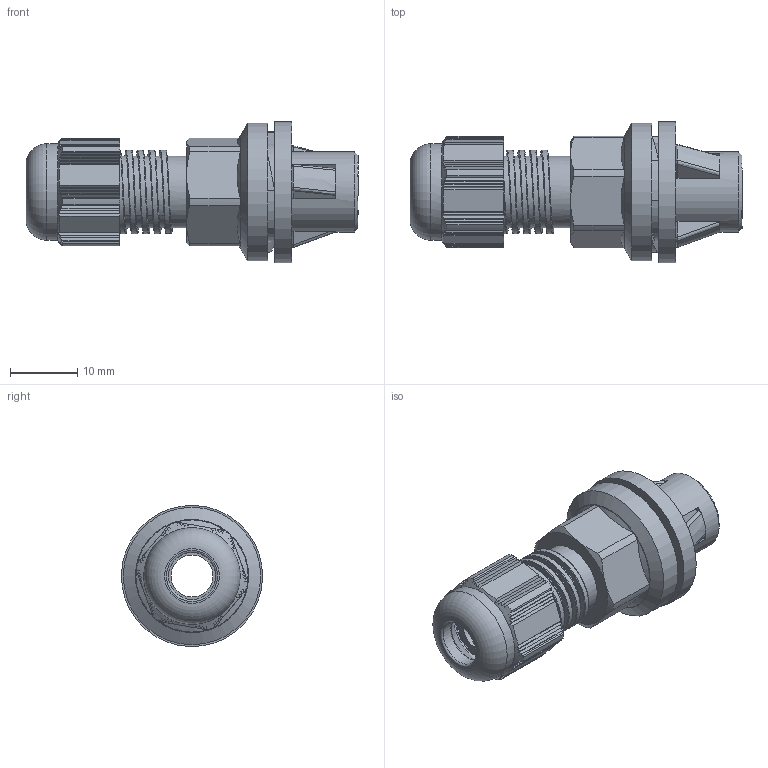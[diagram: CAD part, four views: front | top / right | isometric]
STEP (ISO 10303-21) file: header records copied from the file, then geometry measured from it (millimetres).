
FILE_DESCRIPTION(/* description */ ('Front-Fix 1112 M12'),/* implementation_level */ '2;1');
FILE_NAME(/* name */ 'FRONTFIX1112-RST.stp',/* time_stamp */ '2025-11-06T14:26:04+01:00',/* author */ ('sl'),/* organization */ (''),/* preprocessor_version */ 'ST-DEVELOPER v16.5',/* originating_system */ 'Autodesk Inventor 2017',/* authorisation */ '');
FILE_SCHEMA (('CONFIG_CONTROL_DESIGN'));
Length unit declared in the file: millimetre
Products named in the file (7): FRONTFIX1112; FRONTFIX11162; FRONTFIX1112_1; FRONTFIX1112_2; FRONTFIX1112_3; FRONTFIX11112; FRONTFIX1112_4
Assembly tree (6 placements, depth 2):
  FRONTFIX1112
    FRONTFIX11162
    FRONTFIX1112_1
    FRONTFIX1112_2
    FRONTFIX1112_3
    FRONTFIX11112
    FRONTFIX1112_4
Bounding box: 49.38 x 20.99 x 20.99 mm (x, y, z)
Volume: 5292.5 mm3; surface area: 9138.5 mm2
Topology: 6 solids, 6 shells, 460 faces, 1277 edges, 828 vertices
Faces by surface type: plane 233, cylinder 116, bspline 60, cone 27, torus 24
Full cylindrical faces by diameter (mm): 6.24 x1, 6.87 x1, 6.96 x1, 7 x1, 7.7 x2, 8.01 x1, 8.3 x1, 8.34 x1, 8.9 x1, 9.1 x1, 10.14 x3, 10.67 x6, 11.2 x4, 11.94 x1, 12.102 x4, 12.36 x1, 12.9 x4, 14.35 x1, 16.7 x1, 18.56 x1, 20.44 x1, 21 x1
Entity records: 19917 total; most frequent: CARTESIAN_POINT 9313, ORIENTED_EDGE 2324, DIRECTION 1949, EDGE_CURVE 1162, VERTEX_POINT 775, AXIS2_PLACEMENT_3D 698, LINE 553, VECTOR 553
